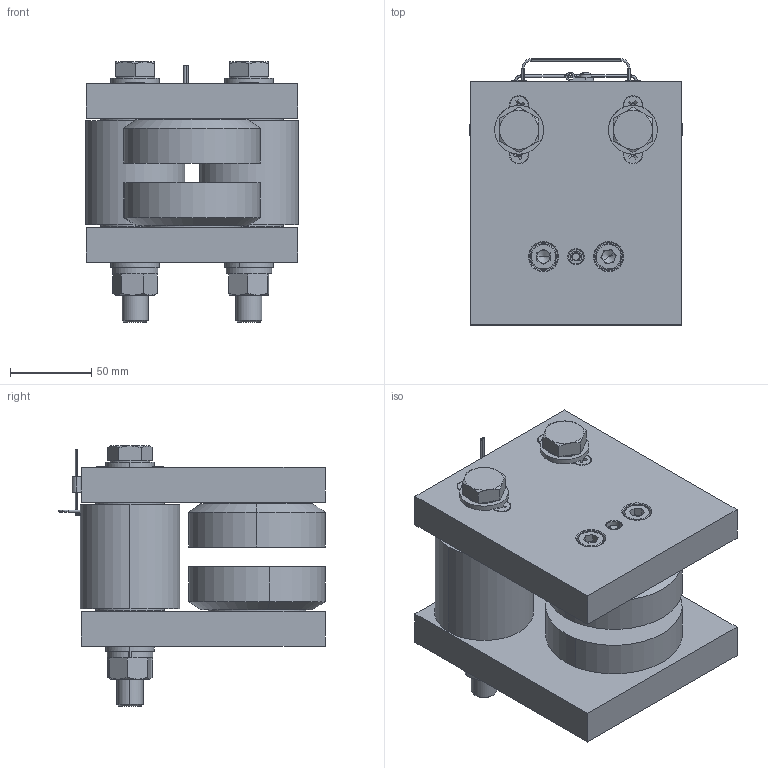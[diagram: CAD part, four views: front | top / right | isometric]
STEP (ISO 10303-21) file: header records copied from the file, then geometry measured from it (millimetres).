
FILE_DESCRIPTION (( 'STEP AP203' ), '1' );
FILE_NAME ('GDN-120(Web—p).STEP', '2025-12-18T08:07:33', ( '' ), ( '' ), 'SwSTEP 2.0', 'SolidWorks 2024', '' );
FILE_SCHEMA (( 'CONFIG_CONTROL_DESIGN' ));
Length unit declared in the file: millimetre
Products named in the file (1): GDN-120(Web用)
Bounding box: 130.99 x 163.75 x 160 mm (x, y, z)
Volume: 1550488.4 mm3; surface area: 167379.8 mm2
Topology: 1 solids, 1 shells, 639 faces, 1616 edges, 996 vertices
Faces by surface type: plane 298, cylinder 179, cone 138, torus 22, sphere 2
Entity records: 19520 total; most frequent: CARTESIAN_POINT 3904, DIRECTION 3435, ORIENTED_EDGE 3180, EDGE_CURVE 1590, AXIS2_PLACEMENT_3D 1350, VERTEX_POINT 996, LINE 735, VECTOR 735
